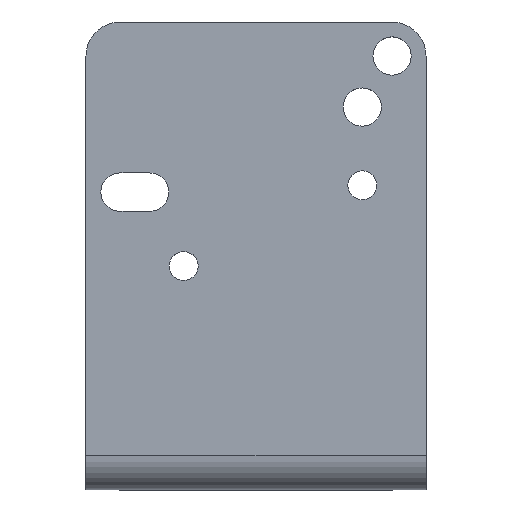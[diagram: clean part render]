
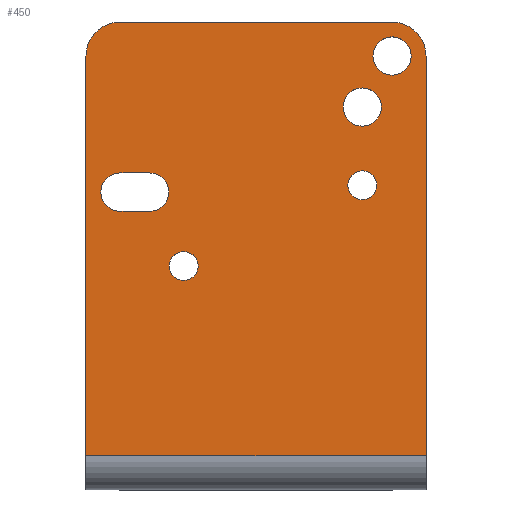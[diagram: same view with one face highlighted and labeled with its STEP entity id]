
A CAD part, top view. The second image highlights one B-rep face of the part: STEP entity #450.
In plain terms, the highlighted planar face has unit normal (0, 0, 1).
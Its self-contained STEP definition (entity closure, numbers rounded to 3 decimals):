
#38=CIRCLE('',#492,1.7);
#39=CIRCLE('',#493,2.25);
#40=CIRCLE('',#494,2.25);
#41=CIRCLE('',#495,1.7);
#42=CIRCLE('',#496,2.25);
#43=CIRCLE('',#497,2.25);
#44=CIRCLE('',#498,4.);
#45=CIRCLE('',#499,4.);
#78=ORIENTED_EDGE('',*,*,#198,.F.);
#79=ORIENTED_EDGE('',*,*,#199,.F.);
#80=ORIENTED_EDGE('',*,*,#200,.F.);
#81=ORIENTED_EDGE('',*,*,#201,.F.);
#82=ORIENTED_EDGE('',*,*,#202,.F.);
#83=ORIENTED_EDGE('',*,*,#203,.F.);
#84=ORIENTED_EDGE('',*,*,#204,.F.);
#85=ORIENTED_EDGE('',*,*,#205,.F.);
#86=ORIENTED_EDGE('',*,*,#206,.T.);
#87=ORIENTED_EDGE('',*,*,#197,.T.);
#88=ORIENTED_EDGE('',*,*,#207,.F.);
#89=ORIENTED_EDGE('',*,*,#184,.F.);
#90=ORIENTED_EDGE('',*,*,#208,.T.);
#91=ORIENTED_EDGE('',*,*,#209,.T.);
#184=EDGE_CURVE('',#244,#245,#288,.T.);
#197=EDGE_CURVE('',#251,#257,#297,.T.);
#198=EDGE_CURVE('',#258,#258,#38,.T.);
#199=EDGE_CURVE('',#259,#260,#39,.T.);
#200=EDGE_CURVE('',#261,#259,#298,.T.);
#201=EDGE_CURVE('',#262,#261,#40,.T.);
#202=EDGE_CURVE('',#260,#262,#299,.T.);
#203=EDGE_CURVE('',#263,#263,#41,.T.);
#204=EDGE_CURVE('',#264,#264,#42,.T.);
#205=EDGE_CURVE('',#265,#265,#43,.T.);
#206=EDGE_CURVE('',#266,#251,#44,.T.);
#207=EDGE_CURVE('',#245,#257,#300,.T.);
#208=EDGE_CURVE('',#244,#267,#45,.T.);
#209=EDGE_CURVE('',#267,#266,#301,.T.);
#244=VERTEX_POINT('',#681);
#245=VERTEX_POINT('',#683);
#251=VERTEX_POINT('',#696);
#257=VERTEX_POINT('',#708);
#258=VERTEX_POINT('',#712);
#259=VERTEX_POINT('',#714);
#260=VERTEX_POINT('',#715);
#261=VERTEX_POINT('',#717);
#262=VERTEX_POINT('',#719);
#263=VERTEX_POINT('',#722);
#264=VERTEX_POINT('',#724);
#265=VERTEX_POINT('',#726);
#266=VERTEX_POINT('',#728);
#267=VERTEX_POINT('',#731);
#288=LINE('',#682,#320);
#297=LINE('',#709,#329);
#298=LINE('',#716,#330);
#299=LINE('',#720,#331);
#300=LINE('',#729,#332);
#301=LINE('',#732,#333);
#320=VECTOR('',#543,1000.);
#329=VECTOR('',#562,1000.);
#330=VECTOR('',#569,1000.);
#331=VECTOR('',#572,1000.);
#332=VECTOR('',#581,1000.);
#333=VECTOR('',#584,1000.);
#352=EDGE_LOOP('',(#78));
#353=EDGE_LOOP('',(#79,#80,#81,#82));
#354=EDGE_LOOP('',(#83));
#355=EDGE_LOOP('',(#84));
#356=EDGE_LOOP('',(#85));
#357=EDGE_LOOP('',(#86,#87,#88,#89,#90,#91));
#396=FACE_BOUND('',#352,.T.);
#397=FACE_BOUND('',#353,.T.);
#398=FACE_BOUND('',#354,.T.);
#399=FACE_BOUND('',#355,.T.);
#400=FACE_BOUND('',#356,.T.);
#401=FACE_BOUND('',#357,.T.);
#440=PLANE('',#491);
#450=ADVANCED_FACE('',(#396,#397,#398,#399,#400,#401),#440,.F.);
#491=AXIS2_PLACEMENT_3D('',#710,#563,#564);
#492=AXIS2_PLACEMENT_3D('',#711,#565,#566);
#493=AXIS2_PLACEMENT_3D('',#713,#567,#568);
#494=AXIS2_PLACEMENT_3D('',#718,#570,#571);
#495=AXIS2_PLACEMENT_3D('',#721,#573,#574);
#496=AXIS2_PLACEMENT_3D('',#723,#575,#576);
#497=AXIS2_PLACEMENT_3D('',#725,#577,#578);
#498=AXIS2_PLACEMENT_3D('',#727,#579,#580);
#499=AXIS2_PLACEMENT_3D('',#730,#582,#583);
#543=DIRECTION('',(0.,-1.,0.));
#562=DIRECTION('',(0.,-1.,0.));
#563=DIRECTION('',(0.,0.,-1.));
#564=DIRECTION('',(-1.,0.,0.));
#565=DIRECTION('',(0.,0.,1.));
#566=DIRECTION('',(1.,0.,0.));
#567=DIRECTION('',(0.,0.,1.));
#568=DIRECTION('',(1.,0.,0.));
#569=DIRECTION('',(-1.,0.,0.));
#570=DIRECTION('',(0.,0.,1.));
#571=DIRECTION('',(1.,0.,0.));
#572=DIRECTION('',(1.,0.,0.));
#573=DIRECTION('',(0.,0.,1.));
#574=DIRECTION('',(1.,0.,0.));
#575=DIRECTION('',(0.,0.,1.));
#576=DIRECTION('',(1.,0.,0.));
#577=DIRECTION('',(0.,0.,1.));
#578=DIRECTION('',(1.,0.,0.));
#579=DIRECTION('',(0.,0.,1.));
#580=DIRECTION('',(1.,0.,0.));
#581=DIRECTION('',(-1.,0.,0.));
#582=DIRECTION('',(0.,0.,1.));
#583=DIRECTION('',(1.,0.,0.));
#584=DIRECTION('',(-1.,0.,0.));
#681=CARTESIAN_POINT('',(20.,51.,0.));
#682=CARTESIAN_POINT('',(20.,55.,0.));
#683=CARTESIAN_POINT('',(20.,4.,0.));
#696=CARTESIAN_POINT('',(-20.,51.,0.));
#708=CARTESIAN_POINT('',(-20.,4.,0.));
#709=CARTESIAN_POINT('',(-20.,55.,0.));
#710=CARTESIAN_POINT('',(20.,55.,0.));
#711=CARTESIAN_POINT('',(-8.5,26.3,0.));
#712=CARTESIAN_POINT('',(-6.8,26.3,0.));
#713=CARTESIAN_POINT('',(-16.,35.,0.));
#714=CARTESIAN_POINT('',(-16.,37.25,0.));
#715=CARTESIAN_POINT('',(-16.,32.75,0.));
#716=CARTESIAN_POINT('',(-12.5,37.25,0.));
#717=CARTESIAN_POINT('',(-12.5,37.25,0.));
#718=CARTESIAN_POINT('',(-12.5,35.,0.));
#719=CARTESIAN_POINT('',(-12.5,32.75,0.));
#720=CARTESIAN_POINT('',(-16.,32.75,0.));
#721=CARTESIAN_POINT('',(12.5,35.8,0.));
#722=CARTESIAN_POINT('',(14.2,35.8,0.));
#723=CARTESIAN_POINT('',(12.5,45.,0.));
#724=CARTESIAN_POINT('',(14.75,45.,0.));
#725=CARTESIAN_POINT('',(16.,51.,0.));
#726=CARTESIAN_POINT('',(18.25,51.,0.));
#727=CARTESIAN_POINT('',(-16.,51.,0.));
#728=CARTESIAN_POINT('',(-16.,55.,0.));
#729=CARTESIAN_POINT('',(20.,4.,0.));
#730=CARTESIAN_POINT('',(16.,51.,0.));
#731=CARTESIAN_POINT('',(16.,55.,0.));
#732=CARTESIAN_POINT('',(20.,55.,0.));
